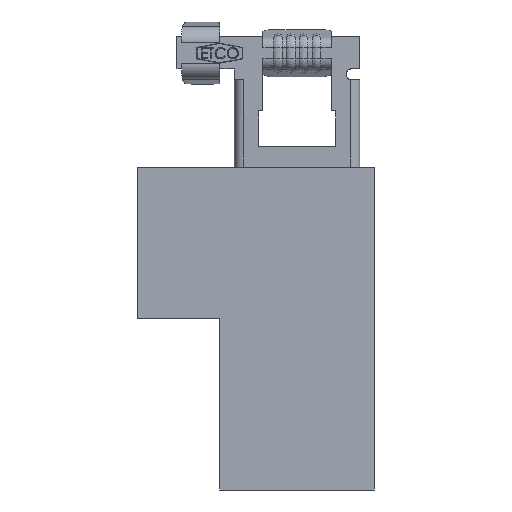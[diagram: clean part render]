
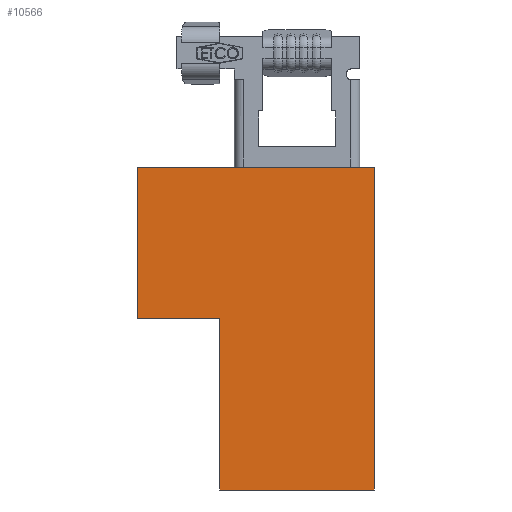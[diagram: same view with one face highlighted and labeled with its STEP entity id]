
A CAD part, front view. The second image highlights one B-rep face of the part: STEP entity #10566.
In plain terms, the highlighted planar face has unit normal (0, -1, 0).
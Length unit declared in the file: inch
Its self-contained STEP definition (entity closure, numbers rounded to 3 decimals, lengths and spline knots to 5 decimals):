
#789 = ORIENTED_EDGE ( 'NONE', *, *, #6238, .F. ) ;
#1518 = LINE ( 'NONE', #18064, #4505 ) ;
#1626 = VECTOR ( 'NONE', #11566, 39.37008 ) ;
#1658 = FACE_OUTER_BOUND ( 'NONE', #10176, .T. ) ;
#2444 = ORIENTED_EDGE ( 'NONE', *, *, #4019, .F. ) ;
#2467 = ORIENTED_EDGE ( 'NONE', *, *, #7683, .F. ) ;
#2841 = AXIS2_PLACEMENT_3D ( 'NONE', #16683, #16661, #16641 ) ;
#2978 = ORIENTED_EDGE ( 'NONE', *, *, #10016, .F. ) ;
#3185 = CARTESIAN_POINT ( 'NONE',  ( 0.552, 0., 0. ) ) ;
#3261 = CARTESIAN_POINT ( 'NONE',  ( 0.552, 0., 0. ) ) ;
#3708 = CARTESIAN_POINT ( 'NONE',  ( 0., 0., 0. ) ) ;
#3753 = CARTESIAN_POINT ( 'NONE',  ( 0., 0., 0. ) ) ;
#3905 = DIRECTION ( 'NONE',  ( 1., 0., 0. ) ) ;
#4019 = EDGE_CURVE ( 'NONE', #7063, #11731, #13608, .T. ) ;
#4219 = DIRECTION ( 'NONE',  ( 0., 0., 1. ) ) ;
#4505 = VECTOR ( 'NONE', #17932, 39.37008 ) ;
#4596 = DIRECTION ( 'NONE',  ( 0., 0., -1. ) ) ;
#4783 = VERTEX_POINT ( 'NONE', #5077 ) ;
#4927 = CARTESIAN_POINT ( 'NONE',  ( 0.192, 0., -0.752 ) ) ;
#5077 = CARTESIAN_POINT ( 'NONE',  ( 0., 0., -0.352 ) ) ;
#5086 = ORIENTED_EDGE ( 'NONE', *, *, #5100, .F. ) ;
#5100 = EDGE_CURVE ( 'NONE', #17898, #15364, #18384, .T. ) ;
#5281 = CARTESIAN_POINT ( 'NONE',  ( 0.192, 0., -0.352 ) ) ;
#5463 = EDGE_CURVE ( 'NONE', #15364, #4783, #13166, .T. ) ;
#6238 = EDGE_CURVE ( 'NONE', #11731, #14082, #10038, .T. ) ;
#6834 = CARTESIAN_POINT ( 'NONE',  ( 0.192, 0., -0.352 ) ) ;
#7063 = VERTEX_POINT ( 'NONE', #3753 ) ;
#7125 = VECTOR ( 'NONE', #4219, 39.37008 ) ;
#7683 = EDGE_CURVE ( 'NONE', #14082, #17898, #1518, .T. ) ;
#8597 = CARTESIAN_POINT ( 'NONE',  ( 0., 0., -0.352 ) ) ;
#8915 = ORIENTED_EDGE ( 'NONE', *, *, #5463, .F. ) ;
#9662 = VECTOR ( 'NONE', #3905, 39.37008 ) ;
#10016 = EDGE_CURVE ( 'NONE', #4783, #7063, #14083, .T. ) ;
#10038 = LINE ( 'NONE', #3185, #17068 ) ;
#10176 = EDGE_LOOP ( 'NONE', ( #2978, #8915, #5086, #2467, #789, #2444 ) ) ;
#10566 = ADVANCED_FACE ( 'NONE', ( #1658 ), #16969, .T. ) ;
#11235 = CARTESIAN_POINT ( 'NONE',  ( 0.552, 0., -0.752 ) ) ;
#11566 = DIRECTION ( 'NONE',  ( -1., 0., 0. ) ) ;
#11731 = VERTEX_POINT ( 'NONE', #3261 ) ;
#13166 = LINE ( 'NONE', #8597, #1626 ) ;
#13608 = LINE ( 'NONE', #3708, #9662 ) ;
#13691 = CARTESIAN_POINT ( 'NONE',  ( 0., 0., 0. ) ) ;
#13962 = DIRECTION ( 'NONE',  ( 0., 0., 1. ) ) ;
#14082 = VERTEX_POINT ( 'NONE', #11235 ) ;
#14083 = LINE ( 'NONE', #13691, #17764 ) ;
#15364 = VERTEX_POINT ( 'NONE', #5281 ) ;
#16641 = DIRECTION ( 'NONE',  ( 0., 0., -1. ) ) ;
#16661 = DIRECTION ( 'NONE',  ( 0., -1., 0. ) ) ;
#16683 = CARTESIAN_POINT ( 'NONE',  ( 0., 0., -0.352 ) ) ;
#16969 = PLANE ( 'NONE',  #2841 ) ;
#17068 = VECTOR ( 'NONE', #4596, 39.37008 ) ;
#17764 = VECTOR ( 'NONE', #13962, 39.37008 ) ;
#17898 = VERTEX_POINT ( 'NONE', #4927 ) ;
#17932 = DIRECTION ( 'NONE',  ( -1., 0., 0. ) ) ;
#18064 = CARTESIAN_POINT ( 'NONE',  ( 0.192, 0., -0.752 ) ) ;
#18384 = LINE ( 'NONE', #6834, #7125 ) ;
